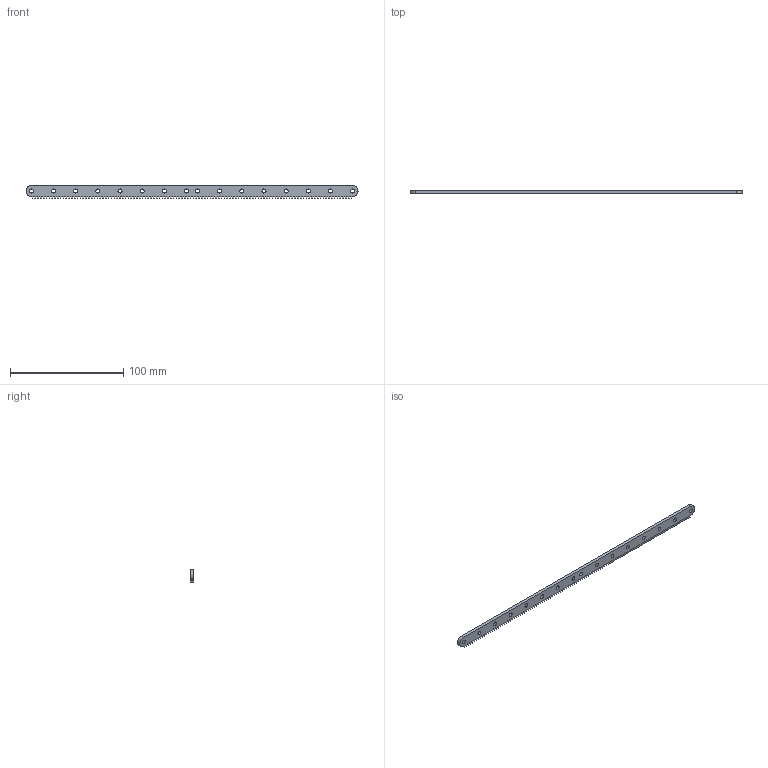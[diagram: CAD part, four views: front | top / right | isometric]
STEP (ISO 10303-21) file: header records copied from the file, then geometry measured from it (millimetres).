
FILE_DESCRIPTION (( 'STEP AP203' ), '1' );
FILE_NAME ('615410.STEP', '2014-10-21T16:45:51', ( 'Kyle' ), ( 'Microsoft' ), 'SwSTEP 2.0', 'SolidWorks 2014', '' );
FILE_SCHEMA (( 'CONFIG_CONTROL_DESIGN' ));
Length unit declared in the file: inch
Products named in the file (1): 615410
Bounding box: 293.11 x 3.17 x 11.27 mm (x, y, z)
Volume: 9041.2 mm3; surface area: 9058.2 mm2
Topology: 1 solids, 1 shells, 494 faces, 1476 edges, 984 vertices
Faces by surface type: plane 460, cylinder 34
Entity records: 16471 total; most frequent: CARTESIAN_POINT 2955, ORIENTED_EDGE 2952, DIRECTION 2534, EDGE_CURVE 1476, VECTOR 1408, LINE 1408, VERTEX_POINT 984, AXIS2_PLACEMENT_3D 563
